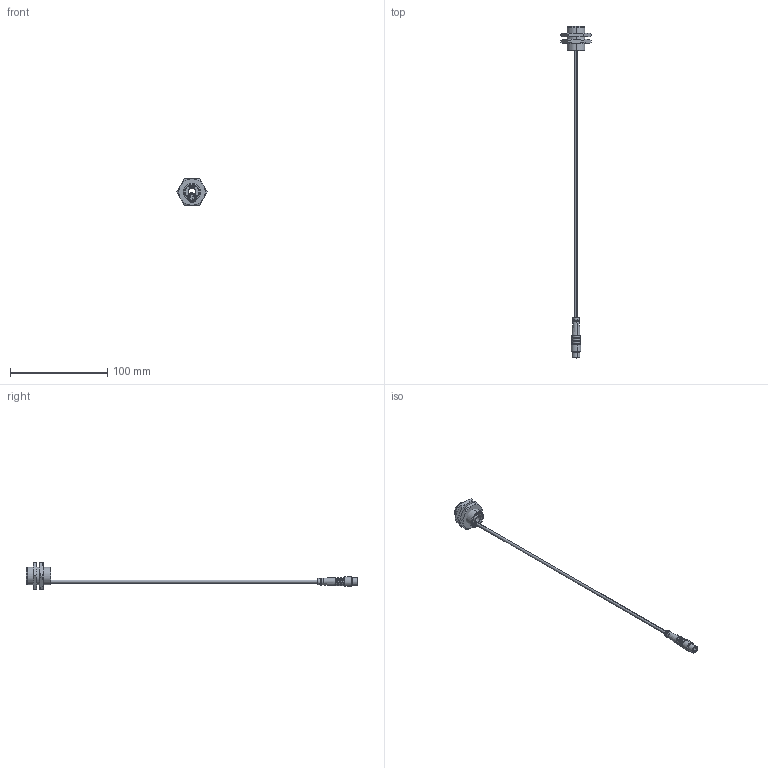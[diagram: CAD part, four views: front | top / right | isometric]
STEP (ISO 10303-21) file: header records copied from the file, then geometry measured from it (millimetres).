
FILE_DESCRIPTION (( 'STEP AP214' ), '1' );
FILE_NAME ('NSS0506.STEP', '2018-06-11T20:08:14', ( '' ), ( '' ), 'SwSTEP 2.0', 'SolidWorks 2016', '' );
FILE_SCHEMA (( 'AUTOMOTIVE_DESIGN' ));
Length unit declared in the file: inch
Products named in the file (10): NSS0506; SAN18244; 15283; 15281; 160144-004-01; 15280; 46.0557_13.00; 15282; 15279; 15278
Assembly tree (10 placements, depth 3):
  NSS0506
    15278
    15279
    15282
    46.0557_13.00
    15281
      15280
      160144-004-01
    15283
    SAN18244  x2
Bounding box: 31.18 x 341.03 x 27 mm (x, y, z)
Volume: 10353 mm3; surface area: 13400.2 mm2
Topology: 9 solids, 9 shells, 607 faces, 1561 edges, 1019 vertices
Faces by surface type: plane 240, cylinder 192, bspline 101, cone 50, torus 18, sphere 6
Entity records: 34863 total; most frequent: CARTESIAN_POINT 20061, ORIENTED_EDGE 2978, DIRECTION 2684, EDGE_CURVE 1489, AXIS2_PLACEMENT_3D 980, VERTEX_POINT 973, LINE 724, VECTOR 724
